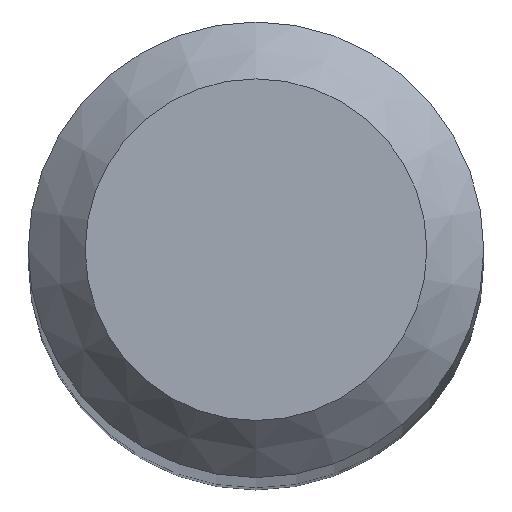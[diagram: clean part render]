
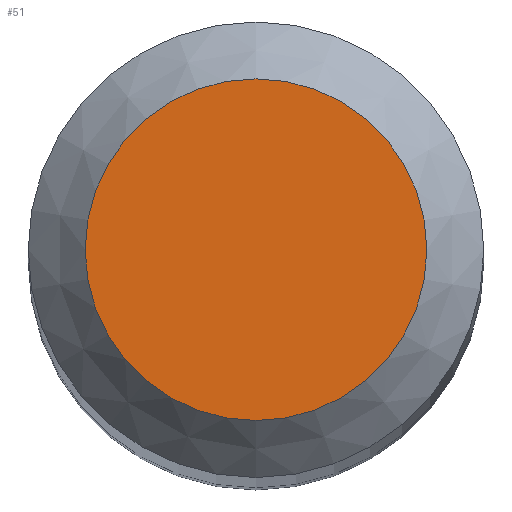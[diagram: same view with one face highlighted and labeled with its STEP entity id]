
A CAD part, top view. The second image highlights one B-rep face of the part: STEP entity #51.
In plain terms, the highlighted planar face has unit normal (0, 0, 1).
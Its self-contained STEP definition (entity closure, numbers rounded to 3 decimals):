
#19 = DIRECTION ( 'NONE',  ( 0., 0., -1. ) ) ;
#31 = AXIS2_PLACEMENT_3D ( 'NONE', #164, #39, #87 ) ;
#39 = DIRECTION ( 'NONE',  ( 0., 0., -1. ) ) ;
#51 = ADVANCED_FACE ( 'NONE', ( #150 ), #103, .F. ) ;
#66 = CIRCLE ( 'NONE', #155, 1.5 ) ;
#68 = EDGE_LOOP ( 'NONE', ( #188 ) ) ;
#87 = DIRECTION ( 'NONE',  ( 0., 1., 0. ) ) ;
#91 = CARTESIAN_POINT ( 'NONE',  ( 0., 1.5, 63. ) ) ;
#94 = VERTEX_POINT ( 'NONE', #91 ) ;
#103 = PLANE ( 'NONE',  #31 ) ;
#121 = DIRECTION ( 'NONE',  ( 0., 1., 0. ) ) ;
#150 = FACE_OUTER_BOUND ( 'NONE', #68, .T. ) ;
#155 = AXIS2_PLACEMENT_3D ( 'NONE', #159, #19, #121 ) ;
#157 = EDGE_CURVE ( 'NONE', #94, #94, #66, .T. ) ;
#159 = CARTESIAN_POINT ( 'NONE',  ( 0., 0., 63. ) ) ;
#164 = CARTESIAN_POINT ( 'NONE',  ( 0., 0., 63. ) ) ;
#188 = ORIENTED_EDGE ( 'NONE', *, *, #157, .F. ) ;
